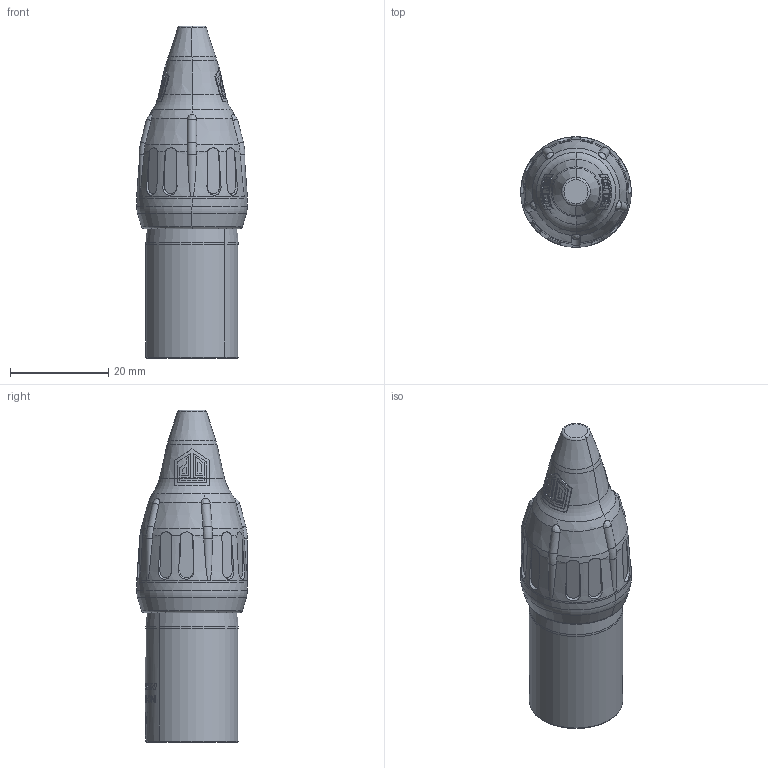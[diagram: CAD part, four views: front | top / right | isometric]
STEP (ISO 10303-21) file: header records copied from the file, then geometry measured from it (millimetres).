
FILE_DESCRIPTION((''),'2;1');
FILE_NAME('30010120','2022-11-22T13:51:53',('elias.feurle'),(''),'CREO PARAMETRIC BY PTC INC, 2021184','CREO PARAMETRIC BY PTC INC, 2021184','');
FILE_SCHEMA(('AUTOMOTIVE_DESIGN { 1 0 10303 214 1 1 1 1 }'));
Length unit declared in the file: millimetre
Products named in the file (1): 30010120
Bounding box: 22.6 x 22.6 x 67.7 mm (x, y, z)
Volume: 14486.6 mm3; surface area: 5270.2 mm2
Topology: 1 solids, 1 shells, 665 faces, 1826 edges, 1194 vertices
Faces by surface type: plane 352, bspline 166, cone 56, cylinder 51, torus 30, sphere 10
Entity records: 28652 total; most frequent: CARTESIAN_POINT 8869, ORIENTED_EDGE 3632, DIRECTION 2600, EDGE_CURVE 1816, VERTEX_POINT 1194, VECTOR 924, LINE 924, AXIS2_PLACEMENT_3D 838
